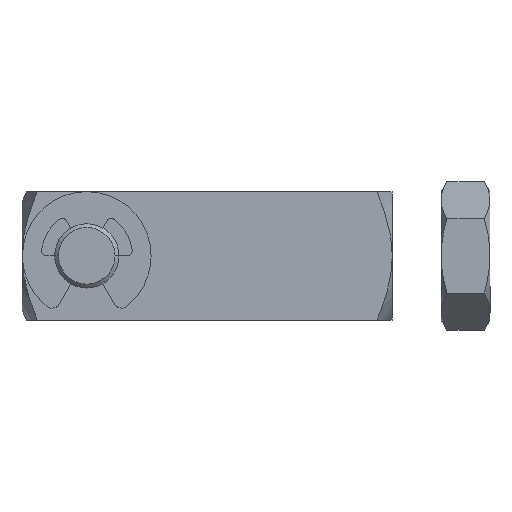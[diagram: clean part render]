
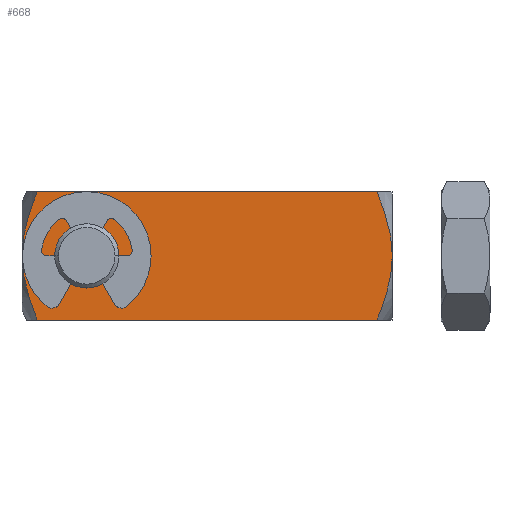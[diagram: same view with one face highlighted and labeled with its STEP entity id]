
A CAD part, top view. The second image highlights one B-rep face of the part: STEP entity #668.
In plain terms, the highlighted planar face has unit normal (0, 0, 1).
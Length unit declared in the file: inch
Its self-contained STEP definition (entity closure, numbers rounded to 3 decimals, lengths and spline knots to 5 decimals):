
#7 = ORIENTED_EDGE ( 'NONE', *, *, #10977, .T. ) ;
#10 = ORIENTED_EDGE ( 'NONE', *, *, #10825, .F. ) ;
#13 = ORIENTED_EDGE ( 'NONE', *, *, #10978, .T. ) ;
#55 = ORIENTED_EDGE ( 'NONE', *, *, #10981, .T. ) ;
#74 = ORIENTED_EDGE ( 'NONE', *, *, #10867, .F. ) ;
#153 = EDGE_LOOP ( 'NONE', ( #7, #13, #159, #164, #187, #55 ) ) ;
#159 = ORIENTED_EDGE ( 'NONE', *, *, #10979, .T. ) ;
#164 = ORIENTED_EDGE ( 'NONE', *, *, #10976, .T. ) ;
#187 = ORIENTED_EDGE ( 'NONE', *, *, #10980, .T. ) ;
#634 = LINE ( 'NONE', #6186, #638 ) ;
#635 = LINE ( 'NONE', #6187, #640 ) ;
#638 = VECTOR ( 'NONE', #6185, 39.37008 ) ;
#640 = VECTOR ( 'NONE', #6184, 39.37008 ) ;
#668 = ADVANCED_FACE ( 'NONE', ( #987, #997 ), #4247, .T. ) ;
#987 = FACE_BOUND ( 'NONE', #989, .T. ) ;
#989 = EDGE_LOOP ( 'NONE', ( #74, #10 ) ) ;
#997 = FACE_OUTER_BOUND ( 'NONE', #153, .T. ) ;
#3104 = CARTESIAN_POINT ( 'NONE',  ( -0.69021, 0.25, 0.25 ) ) ;
#3105 = CARTESIAN_POINT ( 'NONE',  ( 0.63021, 0.25, 0.25 ) ) ;
#3106 = CARTESIAN_POINT ( 'NONE',  ( -0.69021, -0.25, 0.25 ) ) ;
#3107 = CARTESIAN_POINT ( 'NONE',  ( -0.75, 0., 0.25 ) ) ;
#3123 = CARTESIAN_POINT ( 'NONE',  ( 0.63021, -0.25, 0.25 ) ) ;
#3181 = CARTESIAN_POINT ( 'NONE',  ( -0.373, 0., 0.25 ) ) ;
#3187 = CARTESIAN_POINT ( 'NONE',  ( -0.623, 0., 0.25 ) ) ;
#3198 = CARTESIAN_POINT ( 'NONE',  ( 0.69, 0., 0.25 ) ) ;
#4195 = B_SPLINE_CURVE_WITH_KNOTS ( 'NONE', 3,
 ( #6226, #6181, #6180, #6179, #6178, #6177, #6176, #6175, #6174, #6173 ),
 .UNSPECIFIED., .F., .F.,
 ( 4, 2, 2, 2, 4 ),
 ( 0.01907, 0.02234, 0.02398, 0.0248, 0.02562 ),
 .UNSPECIFIED. ) ;
#4196 = B_SPLINE_CURVE_WITH_KNOTS ( 'NONE', 3,
 ( #6182, #6171, #6170, #6169, #6168, #6167 ),
 .UNSPECIFIED., .F., .F.,
 ( 4, 2, 4 ),
 ( 0.02562, 0.0289, 0.03219 ),
 .UNSPECIFIED. ) ;
#4197 = B_SPLINE_CURVE_WITH_KNOTS ( 'NONE', 3,
 ( #6172, #6165, #6164, #6163, #6162, #6161 ),
 .UNSPECIFIED., .F., .F.,
 ( 4, 2, 4 ),
 ( 0.04188, 0.04515, 0.04842 ),
 .UNSPECIFIED. ) ;
#4198 = B_SPLINE_CURVE_WITH_KNOTS ( 'NONE', 3,
 ( #6166, #6159, #6158, #6157, #6156, #6155, #6154, #6153, #6151, #6150 ),
 .UNSPECIFIED., .F., .F.,
 ( 4, 2, 2, 2, 4 ),
 ( 0.04842, 0.04923, 0.05004, 0.05167, 0.05493 ),
 .UNSPECIFIED. ) ;
#4235 = CARTESIAN_POINT ( 'NONE',  ( -0.75, -0.25, 0.25 ) ) ;
#4237 = DIRECTION ( 'NONE',  ( 0., 0., 1. ) ) ;
#4247 = PLANE ( 'NONE',  #10014 ) ;
#4676 = VERTEX_POINT ( 'NONE', #3198 ) ;
#4710 = DIRECTION ( 'NONE',  ( 1., 0., 0. ) ) ;
#4716 = VERTEX_POINT ( 'NONE', #3187 ) ;
#4721 = VERTEX_POINT ( 'NONE', #3181 ) ;
#6150 = CARTESIAN_POINT ( 'NONE',  ( 0.63021, 0.25, 0.25 ) ) ;
#6151 = CARTESIAN_POINT ( 'NONE',  ( 0.64651, 0.21009, 0.25 ) ) ;
#6153 = CARTESIAN_POINT ( 'NONE',  ( 0.66135, 0.16924, 0.25 ) ) ;
#6154 = CARTESIAN_POINT ( 'NONE',  ( 0.67771, 0.10695, 0.25 ) ) ;
#6155 = CARTESIAN_POINT ( 'NONE',  ( 0.68217, 0.08598, 0.25 ) ) ;
#6156 = CARTESIAN_POINT ( 'NONE',  ( 0.68678, 0.05408, 0.25 ) ) ;
#6157 = CARTESIAN_POINT ( 'NONE',  ( 0.68797, 0.04337, 0.25 ) ) ;
#6158 = CARTESIAN_POINT ( 'NONE',  ( 0.68958, 0.02179, 0.25 ) ) ;
#6159 = CARTESIAN_POINT ( 'NONE',  ( 0.69, 0.01086, 0.25 ) ) ;
#6161 = CARTESIAN_POINT ( 'NONE',  ( 0.69, 0., 0.25 ) ) ;
#6162 = CARTESIAN_POINT ( 'NONE',  ( 0.69, -0.04363, 0.25 ) ) ;
#6163 = CARTESIAN_POINT ( 'NONE',  ( 0.68321, -0.08597, 0.25 ) ) ;
#6164 = CARTESIAN_POINT ( 'NONE',  ( 0.6614, -0.16909, 0.25 ) ) ;
#6165 = CARTESIAN_POINT ( 'NONE',  ( 0.64652, -0.21007, 0.25 ) ) ;
#6166 = CARTESIAN_POINT ( 'NONE',  ( 0.69, 0., 0.25 ) ) ;
#6167 = CARTESIAN_POINT ( 'NONE',  ( -0.69021, -0.25, 0.25 ) ) ;
#6168 = CARTESIAN_POINT ( 'NONE',  ( -0.70652, -0.21007, 0.25 ) ) ;
#6169 = CARTESIAN_POINT ( 'NONE',  ( -0.7214, -0.16909, 0.25 ) ) ;
#6170 = CARTESIAN_POINT ( 'NONE',  ( -0.74321, -0.08597, 0.25 ) ) ;
#6171 = CARTESIAN_POINT ( 'NONE',  ( -0.75, -0.04363, 0.25 ) ) ;
#6172 = CARTESIAN_POINT ( 'NONE',  ( 0.63021, -0.25, 0.25 ) ) ;
#6173 = CARTESIAN_POINT ( 'NONE',  ( -0.75, 0., 0.25 ) ) ;
#6174 = CARTESIAN_POINT ( 'NONE',  ( -0.75, 0.01086, 0.25 ) ) ;
#6175 = CARTESIAN_POINT ( 'NONE',  ( -0.74958, 0.02179, 0.25 ) ) ;
#6176 = CARTESIAN_POINT ( 'NONE',  ( -0.74797, 0.04337, 0.25 ) ) ;
#6177 = CARTESIAN_POINT ( 'NONE',  ( -0.74678, 0.05408, 0.25 ) ) ;
#6178 = CARTESIAN_POINT ( 'NONE',  ( -0.74217, 0.08598, 0.25 ) ) ;
#6179 = CARTESIAN_POINT ( 'NONE',  ( -0.73771, 0.10695, 0.25 ) ) ;
#6180 = CARTESIAN_POINT ( 'NONE',  ( -0.72135, 0.16924, 0.25 ) ) ;
#6181 = CARTESIAN_POINT ( 'NONE',  ( -0.70651, 0.21009, 0.25 ) ) ;
#6182 = CARTESIAN_POINT ( 'NONE',  ( -0.75, 0., 0.25 ) ) ;
#6184 = DIRECTION ( 'NONE',  ( -1., 0., 0. ) ) ;
#6185 = DIRECTION ( 'NONE',  ( 1., 0., 0. ) ) ;
#6186 = CARTESIAN_POINT ( 'NONE',  ( -0.75, -0.25, 0.25 ) ) ;
#6187 = CARTESIAN_POINT ( 'NONE',  ( -0.75, 0.25, 0.25 ) ) ;
#6226 = CARTESIAN_POINT ( 'NONE',  ( -0.69021, 0.25, 0.25 ) ) ;
#6737 = VERTEX_POINT ( 'NONE', #3123 ) ;
#6750 = VERTEX_POINT ( 'NONE', #3107 ) ;
#6751 = VERTEX_POINT ( 'NONE', #3106 ) ;
#6752 = VERTEX_POINT ( 'NONE', #3105 ) ;
#6753 = VERTEX_POINT ( 'NONE', #3104 ) ;
#8033 = DIRECTION ( 'NONE',  ( 1., 0., 0. ) ) ;
#8034 = DIRECTION ( 'NONE',  ( 0., 0., 1. ) ) ;
#8046 = CARTESIAN_POINT ( 'NONE',  ( -0.498, 0., 0.25 ) ) ;
#8243 = DIRECTION ( 'NONE',  ( 1., 0., 0. ) ) ;
#8244 = DIRECTION ( 'NONE',  ( 0., 0., 1. ) ) ;
#8245 = CARTESIAN_POINT ( 'NONE',  ( -0.498, 0., 0.25 ) ) ;
#10014 = AXIS2_PLACEMENT_3D ( 'NONE', #4235, #4237, #4710 ) ;
#10279 = AXIS2_PLACEMENT_3D ( 'NONE', #8245, #8244, #8243 ) ;
#10290 = AXIS2_PLACEMENT_3D ( 'NONE', #8046, #8034, #8033 ) ;
#10738 = CIRCLE ( 'NONE', #10279, 0.125 ) ;
#10776 = CIRCLE ( 'NONE', #10290, 0.125 ) ;
#10825 = EDGE_CURVE ( 'NONE', #4721, #4716, #10738, .T. ) ;
#10867 = EDGE_CURVE ( 'NONE', #4716, #4721, #10776, .T. ) ;
#10976 = EDGE_CURVE ( 'NONE', #6751, #6737, #634, .T. ) ;
#10977 = EDGE_CURVE ( 'NONE', #6752, #6753, #635, .T. ) ;
#10978 = EDGE_CURVE ( 'NONE', #6753, #6750, #4195, .T. ) ;
#10979 = EDGE_CURVE ( 'NONE', #6750, #6751, #4196, .T. ) ;
#10980 = EDGE_CURVE ( 'NONE', #6737, #4676, #4197, .T. ) ;
#10981 = EDGE_CURVE ( 'NONE', #4676, #6752, #4198, .T. ) ;
